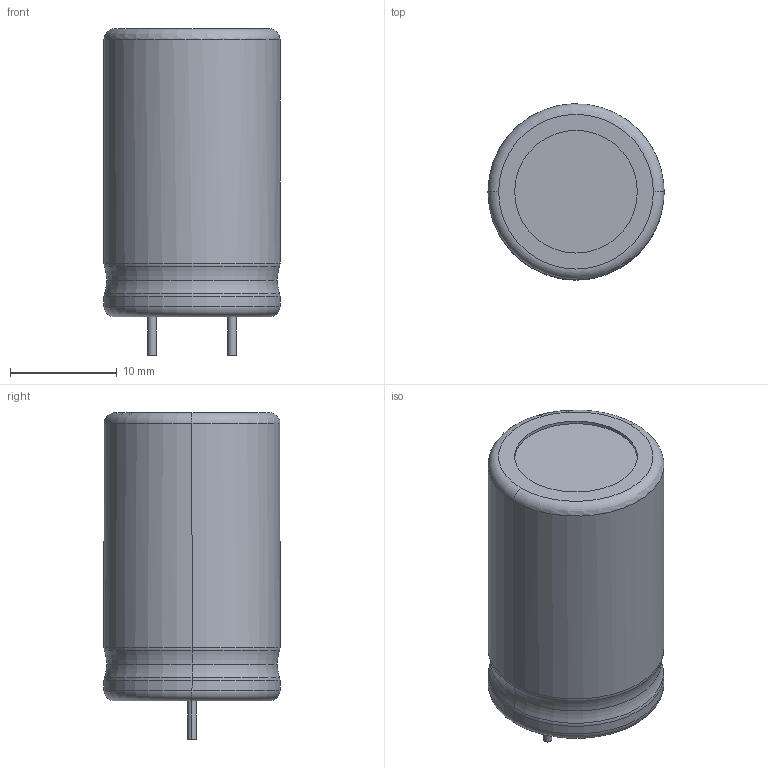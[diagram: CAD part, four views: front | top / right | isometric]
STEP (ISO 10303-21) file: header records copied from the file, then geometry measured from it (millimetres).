
FILE_DESCRIPTION((''),'2;1');
FILE_NAME('CAPPR750-1650X2700.stp','2009-06-09T09:31:32',(''),(''),'Mechanical Desktop 2006','Mechanical Desktop 2006',', , ');
FILE_SCHEMA(('AUTOMOTIVE_DESIGN { 1 2 10303 214 0 1 1 1 }'));
Length unit declared in the file: millimetre
Products named in the file (1): Product
Bounding box: 16.5 x 16.5 x 30.6 mm (x, y, z)
Volume: 5668.9 mm3; surface area: 2347.2 mm2
Topology: 9 solids, 9 shells, 96 faces, 225 edges, 161 vertices
Faces by surface type: plane 44, cylinder 40, torus 12
Entity records: 2831 total; most frequent: DIRECTION 537, CARTESIAN_POINT 471, ORIENTED_EDGE 426, AXIS2_PLACEMENT_3D 215, EDGE_CURVE 213, VERTEX_POINT 137, CIRCLE 118, VECTOR 107
